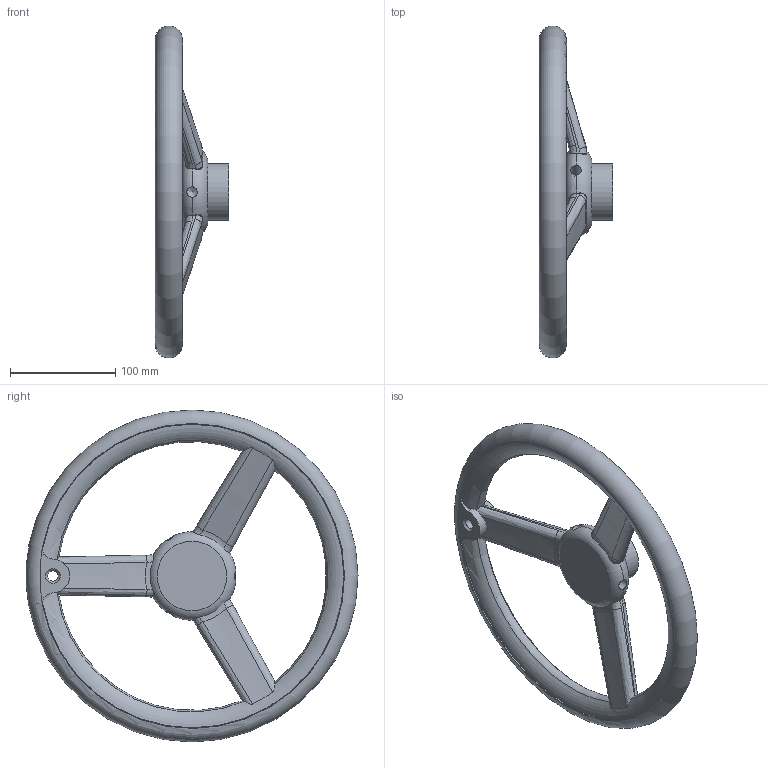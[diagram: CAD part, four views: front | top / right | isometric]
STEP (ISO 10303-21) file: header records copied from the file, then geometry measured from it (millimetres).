
FILE_DESCRIPTION(/* description */ (''),/* implementation_level */ '2;1');
FILE_NAME(/* name */ 'RP_315N.dxf',/* time_stamp */ '2012-11-23T16:20:43+08:00',/* author */ (''),/* organization */ (''),/* preprocessor_version */ 'ST-DEVELOPER v9',/* originating_system */ 'UGS - NX 4.0',/* authorisation */ '');
FILE_SCHEMA (('CONFIG_CONTROL_DESIGN'));
Length unit declared in the file: millimetre
Products named in the file (1): Admi9B18xltu
Bounding box: 70 x 315 x 315 mm (x, y, z)
Volume: 802816.4 mm3; surface area: 123356.5 mm2
Topology: 1 solids, 1 shells, 88 faces, 252 edges, 159 vertices
Faces by surface type: bspline 24, cylinder 18, plane 17, torus 17, cone 12
Full cylindrical faces by diameter (mm): 10 x4, 20 x1, 54 x1
Entity records: 3311 total; most frequent: CARTESIAN_POINT 1379, ORIENTED_EDGE 444, DIRECTION 288, EDGE_CURVE 222, VERTEX_POINT 147, AXIS2_PLACEMENT_3D 135, B_SPLINE_CURVE_WITH_KNOTS 134, EDGE_LOOP 104
